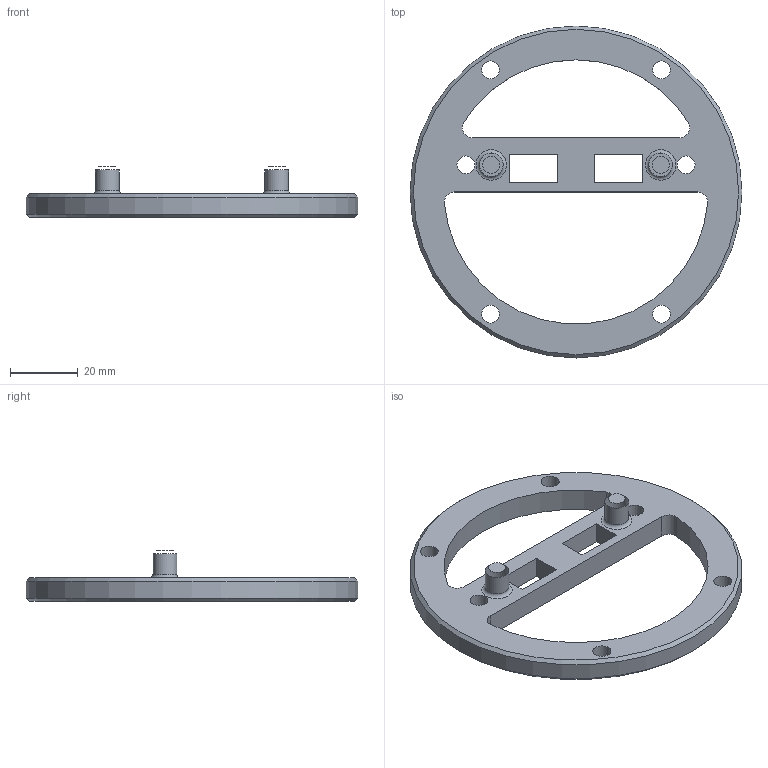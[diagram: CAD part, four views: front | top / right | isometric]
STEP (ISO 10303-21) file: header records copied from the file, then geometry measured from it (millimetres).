
FILE_DESCRIPTION(/* description */ (''),/* implementation_level */ '2;1');
FILE_NAME(/* name */ '4-MidAttachment.step',/* time_stamp */ '2019-12-21T14:08:31-04:00',/* author */ (''),/* organization */ (''),/* preprocessor_version */ 'ST-DEVELOPER v18',/* originating_system */ 'Autodesk Translation Framework v8.12.0.6',/* authorisation */ '');
FILE_SCHEMA (('AUTOMOTIVE_DESIGN { 1 0 10303 214 3 1 1 }'));
Length unit declared in the file: millimetre
Products named in the file (1): Mid Attachment
Bounding box: 98 x 98 x 15 mm (x, y, z)
Volume: 25651.3 mm3; surface area: 13105.6 mm2
Topology: 1 solids, 1 shells, 43 faces, 109 edges, 70 vertices
Faces by surface type: plane 22, cylinder 15, cone 4, torus 2
Full cylindrical faces by diameter (mm): 5.3 x6, 7 x2, 98 x1
Entity records: 1376 total; most frequent: DIRECTION 241, CARTESIAN_POINT 223, ORIENTED_EDGE 218, EDGE_CURVE 109, AXIS2_PLACEMENT_3D 88, VERTEX_POINT 70, LINE 65, VECTOR 65
